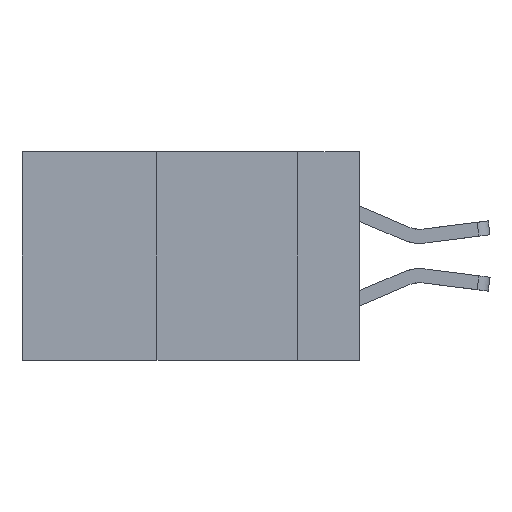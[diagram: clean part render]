
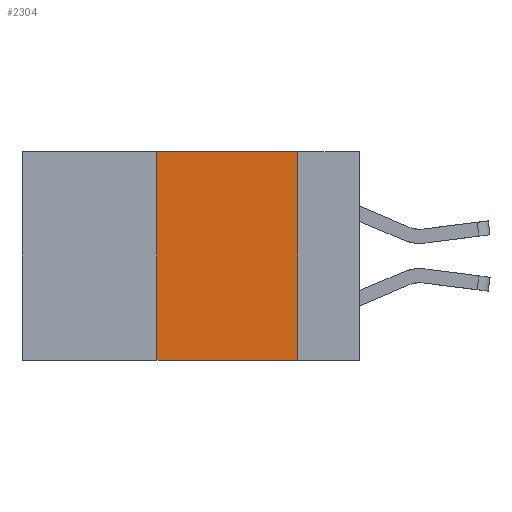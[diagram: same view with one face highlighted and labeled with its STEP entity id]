
A CAD part, left-side view. The second image highlights one B-rep face of the part: STEP entity #2304.
In plain terms, the highlighted planar face has unit normal (-1, 0, 0).
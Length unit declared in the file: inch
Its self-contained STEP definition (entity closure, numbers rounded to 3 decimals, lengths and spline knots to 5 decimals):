
#281 = DIRECTION ( 'NONE',  ( 0., -1., 0. ) ) ;
#348 = CARTESIAN_POINT ( 'NONE',  ( 0., 0.36, 0. ) ) ;
#521 = VECTOR ( 'NONE', #4646, 39.37008 ) ;
#2150 = VERTEX_POINT ( 'NONE', #6252 ) ;
#2304 = ADVANCED_FACE ( 'NONE', ( #10310 ), #10949, .F. ) ;
#2553 = AXIS2_PLACEMENT_3D ( 'NONE', #5677, #12024, #13134 ) ;
#3286 = EDGE_CURVE ( 'NONE', #10243, #6164, #9441, .T. ) ;
#3980 = DIRECTION ( 'NONE',  ( 0., -1., 0. ) ) ;
#4646 = DIRECTION ( 'NONE',  ( 0., 0., -1. ) ) ;
#5414 = EDGE_CURVE ( 'NONE', #2150, #13190, #7223, .T. ) ;
#5677 = CARTESIAN_POINT ( 'NONE',  ( 0., 0.6, 0. ) ) ;
#6164 = VERTEX_POINT ( 'NONE', #6185 ) ;
#6185 = CARTESIAN_POINT ( 'NONE',  ( 0., 0.11, -0.37 ) ) ;
#6252 = CARTESIAN_POINT ( 'NONE',  ( 0., 0.36, -0.37 ) ) ;
#6259 = EDGE_LOOP ( 'NONE', ( #13484, #7973, #13275, #10235 ) ) ;
#7104 = EDGE_CURVE ( 'NONE', #2150, #6164, #11342, .T. ) ;
#7223 = LINE ( 'NONE', #348, #12435 ) ;
#7973 = ORIENTED_EDGE ( 'NONE', *, *, #13820, .F. ) ;
#9162 = CARTESIAN_POINT ( 'NONE',  ( 0., 0.11, 0. ) ) ;
#9441 = LINE ( 'NONE', #9951, #521 ) ;
#9742 = CARTESIAN_POINT ( 'NONE',  ( 0., 0.36, 0. ) ) ;
#9951 = CARTESIAN_POINT ( 'NONE',  ( 0., 0.11, 0. ) ) ;
#10235 = ORIENTED_EDGE ( 'NONE', *, *, #7104, .T. ) ;
#10243 = VERTEX_POINT ( 'NONE', #9162 ) ;
#10298 = VECTOR ( 'NONE', #281, 39.37008 ) ;
#10310 = FACE_OUTER_BOUND ( 'NONE', #6259, .T. ) ;
#10949 = PLANE ( 'NONE',  #2553 ) ;
#11239 = DIRECTION ( 'NONE',  ( 0., 0., 1. ) ) ;
#11342 = LINE ( 'NONE', #11969, #10298 ) ;
#11969 = CARTESIAN_POINT ( 'NONE',  ( 0., 0.6, -0.37 ) ) ;
#12024 = DIRECTION ( 'NONE',  ( 1., 0., 0. ) ) ;
#12435 = VECTOR ( 'NONE', #11239, 39.37008 ) ;
#13031 = LINE ( 'NONE', #13598, #13271 ) ;
#13134 = DIRECTION ( 'NONE',  ( 0., 0., -1. ) ) ;
#13190 = VERTEX_POINT ( 'NONE', #9742 ) ;
#13271 = VECTOR ( 'NONE', #3980, 39.37008 ) ;
#13275 = ORIENTED_EDGE ( 'NONE', *, *, #5414, .F. ) ;
#13484 = ORIENTED_EDGE ( 'NONE', *, *, #3286, .F. ) ;
#13598 = CARTESIAN_POINT ( 'NONE',  ( 0., 0.6, 0. ) ) ;
#13820 = EDGE_CURVE ( 'NONE', #13190, #10243, #13031, .T. ) ;
